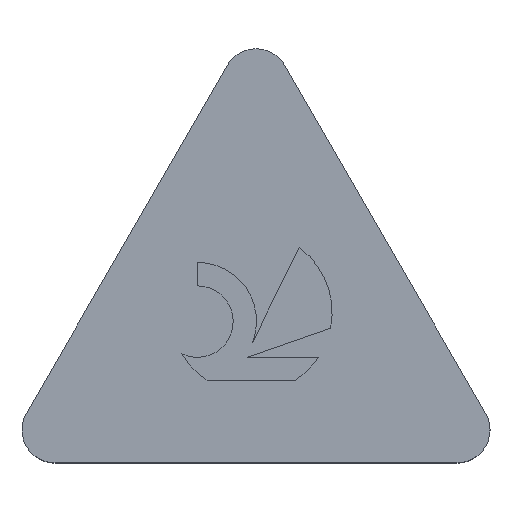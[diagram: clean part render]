
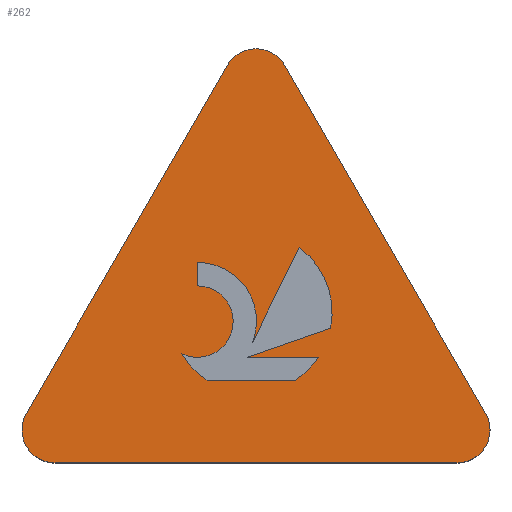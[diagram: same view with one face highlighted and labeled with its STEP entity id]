
A CAD part, top view. The second image highlights one B-rep face of the part: STEP entity #262.
In plain terms, the highlighted planar face has unit normal (0, 0, 1).
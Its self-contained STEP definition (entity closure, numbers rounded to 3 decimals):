
#136=EDGE_CURVE('',#254,#288,#364,.T.);
#154=EDGE_CURVE('',#292,#244,#384,.T.);
#156=VERTEX_POINT('',#386);
#174=VERTEX_POINT('',#406);
#176=VERTEX_POINT('',#408);
#188=EDGE_CURVE('',#294,#326,#420,.T.);
#192=VERTEX_POINT('',#424);
#202=EDGE_CURVE('',#270,#176,#435,.T.);
#204=EDGE_CURVE('',#266,#292,#437,.T.);
#208=EDGE_CURVE('',#288,#256,#442,.T.);
#222=EDGE_CURVE('',#224,#254,#458,.T.);
#224=VERTEX_POINT('',#460);
#228=EDGE_CURVE('',#156,#174,#464,.T.);
#232=EDGE_CURVE('',#334,#192,#469,.T.);
#242=EDGE_CURVE('',#336,#294,#481,.T.);
#244=VERTEX_POINT('',#483);
#248=VERTEX_POINT('',#487);
#254=VERTEX_POINT('',#494);
#256=VERTEX_POINT('',#496);
#262=ADVANCED_FACE('',(#504,#505),#506,.T.);
#266=VERTEX_POINT('',#510);
#270=VERTEX_POINT('',#514);
#276=EDGE_CURVE('',#248,#334,#520,.T.);
#282=EDGE_CURVE('',#192,#270,#528,.T.);
#288=VERTEX_POINT('',#535);
#290=EDGE_CURVE('',#174,#248,#537,.T.);
#292=VERTEX_POINT('',#539);
#294=VERTEX_POINT('',#541);
#306=EDGE_CURVE('',#256,#156,#554,.T.);
#318=EDGE_CURVE('',#244,#336,#567,.T.);
#322=EDGE_CURVE('',#326,#266,#571,.T.);
#324=EDGE_CURVE('',#176,#224,#573,.T.);
#326=VERTEX_POINT('',#575);
#334=VERTEX_POINT('',#583);
#336=VERTEX_POINT('',#585);
#364=CIRCLE('',#608,1.294);
#384=CIRCLE('',#633,1.2);
#386=CARTESIAN_POINT('',(9.228,4.368,0.0));
#406=CARTESIAN_POINT('',(10.923,7.807,0.0));
#408=CARTESIAN_POINT('',(7.58,2.993,0.0));
#420=LINE('',#681,#682);
#424=CARTESIAN_POINT('',(11.619,3.828,0.0));
#435=LINE('',#700,#701);
#437=LINE('',#704,#705);
#442=LINE('',#711,#712);
#458=CIRCLE('',#734,1.294);
#460=CARTESIAN_POINT('',(6.653,3.961,0.0));
#464=LINE('',#743,#744);
#469=LINE('',#750,#751);
#481=CIRCLE('',#766,1.2);
#483=CARTESIAN_POINT('',(17.667,1.8,0.0));
#487=CARTESIAN_POINT('',(12.053,4.878,0.0));
#494=CARTESIAN_POINT('',(7.811,6.275,0.0));
#496=CARTESIAN_POINT('',(7.224,7.263,0.0));
#504=FACE_BOUND('',#792,.T.);
#505=FACE_OUTER_BOUND('',#793,.T.);
#506=PLANE('',#794);
#510=CARTESIAN_POINT('',(2.078,0.0,0.0));
#514=CARTESIAN_POINT('',(10.775,2.993,0.0));
#520=LINE('',#814,#815);
#528=CIRCLE('',#824,2.932);
#535=CARTESIAN_POINT('',(7.224,6.412,0.0));
#537=CIRCLE('',#836,2.932);
#539=CARTESIAN_POINT('',(16.628,0.0,0.0));
#541=CARTESIAN_POINT('',(8.314,14.4,0.0));
#554=CIRCLE('',#859,2.13);
#567=LINE('',#878,#879);
#571=CIRCLE('',#884,1.2);
#573=CIRCLE('',#887,2.932);
#575=CARTESIAN_POINT('',(1.039,1.8,0.0));
#583=CARTESIAN_POINT('',(9.029,3.828,0.0));
#585=CARTESIAN_POINT('',(10.392,14.4,0.0));
#608=AXIS2_PLACEMENT_3D('',#915,#916,#917);
#633=AXIS2_PLACEMENT_3D('',#936,#937,#938);
#681=CARTESIAN_POINT('',(8.314,14.4,0.0));
#682=VECTOR('',#968,1.0);
#700=CARTESIAN_POINT('',(8.467,2.993,0.0));
#701=VECTOR('',#978,1.0);
#704=CARTESIAN_POINT('',(2.078,0.0,0.0));
#705=VECTOR('',#979,1.0);
#711=CARTESIAN_POINT('',(7.224,6.332,0.0));
#712=VECTOR('',#988,1.0);
#734=AXIS2_PLACEMENT_3D('',#1017,#1018,#1019);
#743=CARTESIAN_POINT('',(10.292,6.527,0.0));
#744=VECTOR('',#1021,1.0);
#750=CARTESIAN_POINT('',(10.486,3.828,0.0));
#751=VECTOR('',#1030,1.0);
#766=AXIS2_PLACEMENT_3D('',#1050,#1051,#1052);
#792=EDGE_LOOP('',(#1082,#1083,#1084,#1085,#1086,#1087,#1088,#1089,#1090,#1091,#1092));
#793=EDGE_LOOP('',(#1093,#1094,#1095,#1096,#1097,#1098));
#794=AXIS2_PLACEMENT_3D('',#1099,#1100,#1101);
#814=CARTESIAN_POINT('',(9.417,3.962,0.0));
#815=VECTOR('',#1107,1.0);
#824=AXIS2_PLACEMENT_3D('',#1124,#1125,#1126);
#836=AXIS2_PLACEMENT_3D('',#1136,#1137,#1138);
#859=AXIS2_PLACEMENT_3D('',#1152,#1153,#1154);
#878=CARTESIAN_POINT('',(17.667,1.8,0.0));
#879=VECTOR('',#1167,1.0);
#884=AXIS2_PLACEMENT_3D('',#1168,#1169,#1170);
#887=AXIS2_PLACEMENT_3D('',#1171,#1172,#1173);
#915=CARTESIAN_POINT('',(7.232,5.118,0.0));
#916=DIRECTION('',(0.0,0.0,1.0));
#917=DIRECTION('',(-0.447,-0.894,0.0));
#936=CARTESIAN_POINT('',(16.628,1.2,0.0));
#937=DIRECTION('',(0.0,0.0,1.0));
#938=DIRECTION('',(0.,-1.0,0.0));
#968=DIRECTION('',(-0.5,-0.866,0.0));
#978=DIRECTION('',(-1.0,0.0,0.0));
#979=DIRECTION('',(1.0,0.0,0.0));
#988=DIRECTION('',(0.0,1.0,0.0));
#1017=CARTESIAN_POINT('',(7.232,5.118,0.0));
#1018=DIRECTION('',(0.0,0.0,1.0));
#1019=DIRECTION('',(-0.447,-0.894,0.0));
#1021=DIRECTION('',(0.442,0.897,-0.0));
#1030=DIRECTION('',(1.0,0.0,0.0));
#1050=CARTESIAN_POINT('',(9.353,13.8,0.0));
#1051=DIRECTION('',(0.0,-0.0,1.0));
#1052=DIRECTION('',(0.866,0.5,0.0));
#1082=ORIENTED_EDGE('',*,*,#208,.T.);
#1083=ORIENTED_EDGE('',*,*,#306,.T.);
#1084=ORIENTED_EDGE('',*,*,#228,.T.);
#1085=ORIENTED_EDGE('',*,*,#290,.T.);
#1086=ORIENTED_EDGE('',*,*,#276,.T.);
#1087=ORIENTED_EDGE('',*,*,#232,.T.);
#1088=ORIENTED_EDGE('',*,*,#282,.T.);
#1089=ORIENTED_EDGE('',*,*,#202,.T.);
#1090=ORIENTED_EDGE('',*,*,#324,.T.);
#1091=ORIENTED_EDGE('',*,*,#222,.T.);
#1092=ORIENTED_EDGE('',*,*,#136,.T.);
#1093=ORIENTED_EDGE('',*,*,#204,.T.);
#1094=ORIENTED_EDGE('',*,*,#154,.T.);
#1095=ORIENTED_EDGE('',*,*,#318,.T.);
#1096=ORIENTED_EDGE('',*,*,#242,.T.);
#1097=ORIENTED_EDGE('',*,*,#188,.T.);
#1098=ORIENTED_EDGE('',*,*,#322,.T.);
#1099=CARTESIAN_POINT('',(9.353,5.4,0.0));
#1100=DIRECTION('',(0.0,0.0,1.0));
#1101=DIRECTION('',(1.0,0.0,0.0));
#1107=DIRECTION('',(-0.945,-0.328,0.0));
#1124=CARTESIAN_POINT('',(9.178,5.451,0.0));
#1125=DIRECTION('',(0.0,-0.0,-1.0));
#1126=DIRECTION('',(0.545,-0.838,0.0));
#1136=CARTESIAN_POINT('',(9.178,5.451,0.0));
#1137=DIRECTION('',(0.0,-0.0,-1.0));
#1138=DIRECTION('',(0.981,-0.196,0.0));
#1152=CARTESIAN_POINT('',(7.24,5.134,0.0));
#1153=DIRECTION('',(0.0,-0.0,-1.0));
#1154=DIRECTION('',(0.933,-0.359,0.0));
#1167=DIRECTION('',(-0.5,0.866,0.0));
#1168=CARTESIAN_POINT('',(2.078,1.2,0.0));
#1169=DIRECTION('',(0.0,0.0,1.0));
#1170=DIRECTION('',(-0.866,0.5,0.0));
#1171=CARTESIAN_POINT('',(9.178,5.451,0.0));
#1172=DIRECTION('',(-0.0,0.0,-1.0));
#1173=DIRECTION('',(-0.861,-0.508,0.0));
